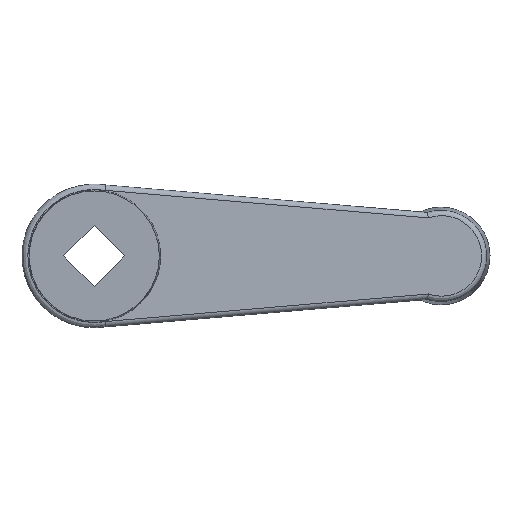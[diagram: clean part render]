
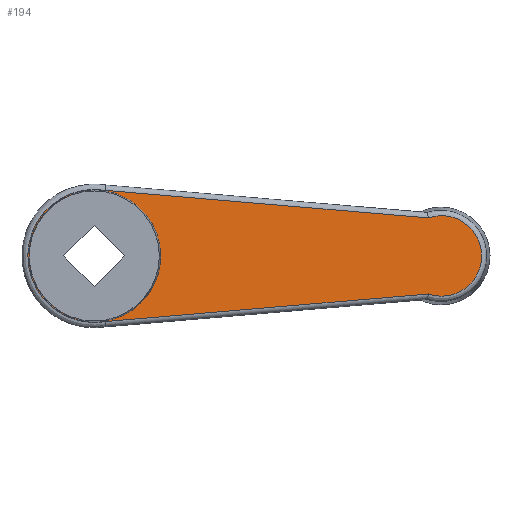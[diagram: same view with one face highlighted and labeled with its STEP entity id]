
A CAD part, front view. The second image highlights one B-rep face of the part: STEP entity #194.
In plain terms, the highlighted planar face has unit normal (0.102, -0.995, 0).
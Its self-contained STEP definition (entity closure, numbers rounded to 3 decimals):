
#109=ELLIPSE('',#623,7.462,7.423);
#110=ELLIPSE('',#624,12.336,12.272);
#111=ELLIPSE('',#625,12.22,12.156);
#153=LINE('',#888,#174);
#154=LINE('',#893,#175);
#174=VECTOR('',#702,1.);
#175=VECTOR('',#705,1.);
#194=ADVANCED_FACE('',(#266,#241),#228,.T.);
#228=PLANE('',#626);
#241=FACE_BOUND('',#300,.T.);
#266=FACE_OUTER_BOUND('',#299,.T.);
#299=EDGE_LOOP('',(#367,#368,#369,#370));
#300=EDGE_LOOP('',(#371));
#367=ORIENTED_EDGE('',*,*,#549,.T.);
#368=ORIENTED_EDGE('',*,*,#550,.T.);
#369=ORIENTED_EDGE('',*,*,#551,.T.);
#370=ORIENTED_EDGE('',*,*,#552,.T.);
#371=ORIENTED_EDGE('',*,*,#553,.F.);
#499=VERTEX_POINT('',#889);
#500=VERTEX_POINT('',#890);
#501=VERTEX_POINT('',#892);
#502=VERTEX_POINT('',#894);
#503=VERTEX_POINT('',#897);
#549=EDGE_CURVE('',#499,#500,#153,.T.);
#550=EDGE_CURVE('',#500,#501,#109,.T.);
#551=EDGE_CURVE('',#501,#502,#154,.T.);
#552=EDGE_CURVE('',#502,#499,#110,.T.);
#553=EDGE_CURVE('',#503,#503,#111,.T.);
#623=AXIS2_PLACEMENT_3D('',#891,#703,#704);
#624=AXIS2_PLACEMENT_3D('',#895,#706,#707);
#625=AXIS2_PLACEMENT_3D('',#896,#708,#709);
#626=AXIS2_PLACEMENT_3D('',#898,#710,#711);
#702=DIRECTION('',(0.991,0.101,0.085));
#703=DIRECTION('',(0.102,-0.995,0.));
#704=DIRECTION('',(-0.995,-0.102,0.));
#705=DIRECTION('',(-0.991,-0.101,0.085));
#706=DIRECTION('',(0.102,-0.995,0.));
#707=DIRECTION('',(-0.995,-0.102,0.));
#708=DIRECTION('',(0.102,-0.995,0.));
#709=DIRECTION('',(0.995,0.102,0.));
#710=DIRECTION('',(0.102,-0.995,0.));
#711=DIRECTION('',(0.995,0.102,0.));
#888=CARTESIAN_POINT('',(221.303,88.489,-7.045));
#889=CARTESIAN_POINT('',(162.053,82.436,-12.101));
#890=CARTESIAN_POINT('',(221.629,88.522,-7.017));
#891=CARTESIAN_POINT('',(224.049,88.769,0.));
#892=CARTESIAN_POINT('',(221.629,88.522,7.017));
#893=CARTESIAN_POINT('',(161.988,82.429,12.107));
#894=CARTESIAN_POINT('',(162.053,82.436,12.101));
#895=CARTESIAN_POINT('',(160.014,82.227,0.));
#896=CARTESIAN_POINT('',(160.087,82.235,0.));
#897=CARTESIAN_POINT('',(172.243,83.477,0.));
#898=CARTESIAN_POINT('',(224.,88.764,19.5));
